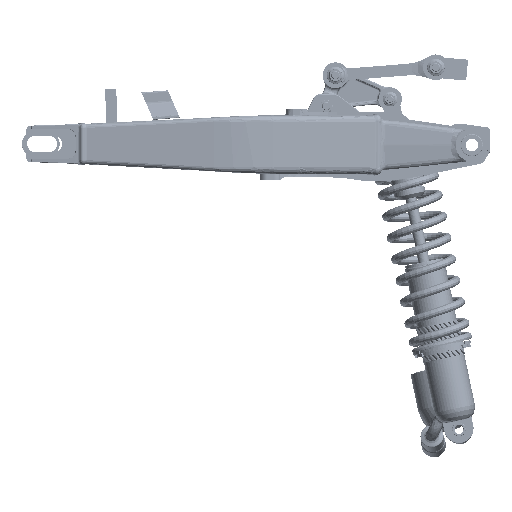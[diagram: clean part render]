
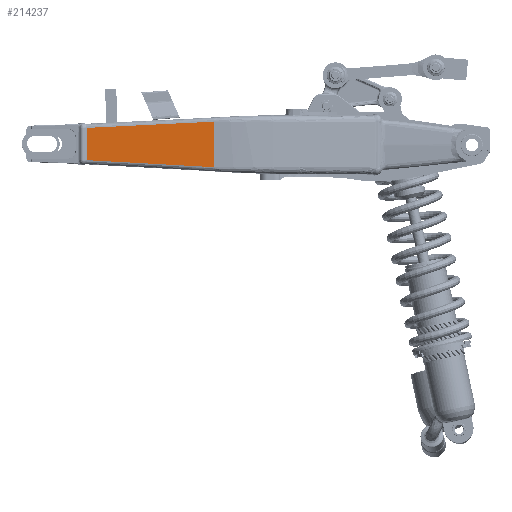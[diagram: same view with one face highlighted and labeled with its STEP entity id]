
A CAD part, front view. The second image highlights one B-rep face of the part: STEP entity #214237.
In plain terms, the highlighted free-form (B-spline) face has degree [1, 1] with [2, 2] control points.
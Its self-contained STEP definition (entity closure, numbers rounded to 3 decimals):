
#213709 = VERTEX_POINT('',#213710);
#213710 = CARTESIAN_POINT('',(-464.777,-64.511,
    -94.907));
#213737 = EDGE_CURVE('',#213738,#213709,#213740,.T.);
#213738 = VERTEX_POINT('',#213739);
#213739 = CARTESIAN_POINT('',(-464.611,-64.511,
    -37.139));
#213740 = B_SPLINE_CURVE_WITH_KNOTS('',1,(#213741,#213742),
  .UNSPECIFIED.,.F.,.F.,(2,2),(-243.885,-198.115),
  .PIECEWISE_BEZIER_KNOTS.);
#213741 = CARTESIAN_POINT('',(-464.611,-64.511,
    -37.139));
#213742 = CARTESIAN_POINT('',(-464.777,-64.511,
    -94.907));
#214237 = ADVANCED_FACE('',(#214238),#214346,.F.);
#214238 = FACE_BOUND('',#214239,.T.);
#214239 = EDGE_LOOP('',(#214240,#214249,#214250,#214259,#214300,#214307)
  );
#214240 = ORIENTED_EDGE('',*,*,#214241,.T.);
#214241 = EDGE_CURVE('',#214242,#213738,#214244,.T.);
#214242 = VERTEX_POINT('',#214243);
#214243 = CARTESIAN_POINT('',(-248.963,-73.925,
    -26.497));
#214244 = B_SPLINE_CURVE_WITH_KNOTS('',3,(#214245,#214246,#214247,
    #214248),.UNSPECIFIED.,.F.,.F.,(4,4),(0.,0.975),
  .PIECEWISE_BEZIER_KNOTS.);
#214245 = CARTESIAN_POINT('',(-248.963,-73.925,
    -26.497));
#214246 = CARTESIAN_POINT('',(-320.788,-70.789,
    -31.225));
#214247 = CARTESIAN_POINT('',(-392.67,-67.651,
    -34.772));
#214248 = CARTESIAN_POINT('',(-464.611,-64.511,
    -37.139));
#214249 = ORIENTED_EDGE('',*,*,#213737,.T.);
#214250 = ORIENTED_EDGE('',*,*,#214251,.T.);
#214251 = EDGE_CURVE('',#213709,#214252,#214254,.T.);
#214252 = VERTEX_POINT('',#214253);
#214253 = CARTESIAN_POINT('',(-249.194,-73.925,
    -106.789));
#214254 = B_SPLINE_CURVE_WITH_KNOTS('',3,(#214255,#214256,#214257,
    #214258),.UNSPECIFIED.,.F.,.F.,(4,4),(0.025,1.),
  .PIECEWISE_BEZIER_KNOTS.);
#214255 = CARTESIAN_POINT('',(-464.777,-64.511,
    -94.907));
#214256 = CARTESIAN_POINT('',(-392.851,-67.651,
    -97.687));
#214257 = CARTESIAN_POINT('',(-320.99,-70.789,
    -101.648));
#214258 = CARTESIAN_POINT('',(-249.194,-73.925,
    -106.789));
#214259 = ORIENTED_EDGE('',*,*,#214260,.T.);
#214260 = EDGE_CURVE('',#214252,#214261,#214263,.T.);
#214261 = VERTEX_POINT('',#214262);
#214262 = CARTESIAN_POINT('',(-228.405,-74.832,
    -107.358));
#214263 = B_SPLINE_CURVE_WITH_KNOTS('',3,(#214264,#214265,#214266,
    #214267,#214268,#214269,#214270,#214271,#214272,#214273,#214274,
    #214275,#214276,#214277,#214278,#214279,#214280,#214281,#214282,
    #214283,#214284,#214285,#214286,#214287,#214288,#214289,#214290,
    #214291,#214292,#214293,#214294,#214295,#214296,#214297,#214298,
    #214299),.UNSPECIFIED.,.F.,.F.,(4,1,1,1,1,1,1,1,2,2,1,1,1,1,1,2,2,1,
    1,1,1,1,1,1,1,2,2,4),(0.,0.125,0.188,0.219,0.234,0.242,
    0.246,0.248,0.249,0.25,0.375,0.438,0.469,
    0.484,0.492,0.496,0.5,0.625,0.687,
    0.719,0.734,0.742,0.746,
    0.748,0.749,0.75,0.75,1.),
  .UNSPECIFIED.);
#214264 = CARTESIAN_POINT('',(-249.194,-73.925,
    -106.789));
#214265 = CARTESIAN_POINT('',(-248.421,-73.958,
    -106.844));
#214266 = CARTESIAN_POINT('',(-247.193,-74.012,
    -106.915));
#214267 = CARTESIAN_POINT('',(-245.638,-74.08,
    -106.977));
#214268 = CARTESIAN_POINT('',(-244.83,-74.115,
    -107.003));
#214269 = CARTESIAN_POINT('',(-244.418,-74.133,
    -107.014));
#214270 = CARTESIAN_POINT('',(-244.211,-74.142,
    -107.02));
#214271 = CARTESIAN_POINT('',(-244.106,-74.147,
    -107.023));
#214272 = CARTESIAN_POINT('',(-244.054,-74.149,
    -107.024));
#214273 = CARTESIAN_POINT('',(-244.032,-74.15,
    -107.024));
#214274 = CARTESIAN_POINT('',(-244.017,-74.151,
    -107.025));
#214275 = CARTESIAN_POINT('',(-244.007,-74.151,
    -107.025));
#214276 = CARTESIAN_POINT('',(-243.389,-74.178,
    -107.04));
#214277 = CARTESIAN_POINT('',(-242.279,-74.227,
    -107.06));
#214278 = CARTESIAN_POINT('',(-240.651,-74.298,
    -107.079));
#214279 = CARTESIAN_POINT('',(-239.753,-74.337,
    -107.088));
#214280 = CARTESIAN_POINT('',(-239.283,-74.357,
    -107.091));
#214281 = CARTESIAN_POINT('',(-239.043,-74.368,
    -107.093));
#214282 = CARTESIAN_POINT('',(-238.939,-74.372,
    -107.094));
#214283 = CARTESIAN_POINT('',(-238.869,-74.375,
    -107.095));
#214284 = CARTESIAN_POINT('',(-238.837,-74.377,
    -107.095));
#214285 = CARTESIAN_POINT('',(-237.597,-74.431,
    -107.104));
#214286 = CARTESIAN_POINT('',(-236.044,-74.499,
    -107.118));
#214287 = CARTESIAN_POINT('',(-234.674,-74.559,
    -107.136));
#214288 = CARTESIAN_POINT('',(-234.099,-74.584,
    -107.145));
#214289 = CARTESIAN_POINT('',(-233.839,-74.595,
    -107.15));
#214290 = CARTESIAN_POINT('',(-233.716,-74.6,
    -107.152));
#214291 = CARTESIAN_POINT('',(-233.656,-74.603,
    -107.153));
#214292 = CARTESIAN_POINT('',(-233.626,-74.604,
    -107.154));
#214293 = CARTESIAN_POINT('',(-233.612,-74.605,
    -107.154));
#214294 = CARTESIAN_POINT('',(-233.605,-74.605,
    -107.154));
#214295 = CARTESIAN_POINT('',(-233.601,-74.605,
    -107.154));
#214296 = CARTESIAN_POINT('',(-233.601,-74.605,
    -107.154));
#214297 = CARTESIAN_POINT('',(-231.663,-74.69,
    -107.194));
#214298 = CARTESIAN_POINT('',(-229.933,-74.766,
    -107.262));
#214299 = CARTESIAN_POINT('',(-228.405,-74.832,
    -107.358));
#214300 = ORIENTED_EDGE('',*,*,#214301,.T.);
#214301 = EDGE_CURVE('',#214261,#214302,#214304,.T.);
#214302 = VERTEX_POINT('',#214303);
#214303 = CARTESIAN_POINT('',(-228.172,-74.832,
    -26.047));
#214304 = B_SPLINE_CURVE_WITH_KNOTS('',1,(#214305,#214306),
  .UNSPECIFIED.,.F.,.F.,(2,2),(188.787,253.213),
  .PIECEWISE_BEZIER_KNOTS.);
#214305 = CARTESIAN_POINT('',(-228.405,-74.832,
    -107.358));
#214306 = CARTESIAN_POINT('',(-228.172,-74.832,
    -26.047));
#214307 = ORIENTED_EDGE('',*,*,#214308,.T.);
#214308 = EDGE_CURVE('',#214302,#214242,#214309,.T.);
#214309 = B_SPLINE_CURVE_WITH_KNOTS('',3,(#214310,#214311,#214312,
    #214313,#214314,#214315,#214316,#214317,#214318,#214319,#214320,
    #214321,#214322,#214323,#214324,#214325,#214326,#214327,#214328,
    #214329,#214330,#214331,#214332,#214333,#214334,#214335,#214336,
    #214337,#214338,#214339,#214340,#214341,#214342,#214343,#214344,
    #214345),.UNSPECIFIED.,.F.,.F.,(4,1,1,1,1,1,1,1,1,2,2,1,1,1,1,1,2,2,
    1,1,1,1,1,1,1,2,2,4),(0.,0.125,0.188,0.219,
    0.234,0.242,0.246,0.248,
    0.249,0.25,0.25,0.375,0.438,
    0.469,0.484,0.492,0.496,0.5,0.625,0.688,0.719,
    0.734,0.742,0.746,0.748,0.749,0.75,1.),
  .UNSPECIFIED.);
#214310 = CARTESIAN_POINT('',(-228.172,-74.832,
    -26.047));
#214311 = CARTESIAN_POINT('',(-228.935,-74.799,
    -26.091));
#214312 = CARTESIAN_POINT('',(-230.157,-74.746,
    -26.145));
#214313 = CARTESIAN_POINT('',(-231.716,-74.678,
    -26.19));
#214314 = CARTESIAN_POINT('',(-232.529,-74.642,
    -26.207));
#214315 = CARTESIAN_POINT('',(-232.944,-74.624,
    -26.214));
#214316 = CARTESIAN_POINT('',(-233.154,-74.615,
    -26.218));
#214317 = CARTESIAN_POINT('',(-233.259,-74.61,
    -26.219));
#214318 = CARTESIAN_POINT('',(-233.312,-74.608,
    -26.22));
#214319 = CARTESIAN_POINT('',(-233.338,-74.607,
    -26.22));
#214320 = CARTESIAN_POINT('',(-233.349,-74.606,
    -26.221));
#214321 = CARTESIAN_POINT('',(-233.357,-74.606,
    -26.221));
#214322 = CARTESIAN_POINT('',(-233.362,-74.606,
    -26.221));
#214323 = CARTESIAN_POINT('',(-233.895,-74.582,
    -26.229));
#214324 = CARTESIAN_POINT('',(-234.944,-74.537,
    -26.238));
#214325 = CARTESIAN_POINT('',(-236.609,-74.464,
    -26.245));
#214326 = CARTESIAN_POINT('',(-237.551,-74.423,
    -26.248));
#214327 = CARTESIAN_POINT('',(-238.05,-74.401,
    -26.249));
#214328 = CARTESIAN_POINT('',(-238.306,-74.39,
    -26.25));
#214329 = CARTESIAN_POINT('',(-238.417,-74.385,
    -26.25));
#214330 = CARTESIAN_POINT('',(-238.492,-74.382,
    -26.25));
#214331 = CARTESIAN_POINT('',(-238.532,-74.38,
    -26.25));
#214332 = CARTESIAN_POINT('',(-239.688,-74.33,
    -26.252));
#214333 = CARTESIAN_POINT('',(-241.179,-74.264,
    -26.258));
#214334 = CARTESIAN_POINT('',(-242.586,-74.203,
    -26.272));
#214335 = CARTESIAN_POINT('',(-243.205,-74.176,
    -26.281));
#214336 = CARTESIAN_POINT('',(-243.494,-74.163,
    -26.285));
#214337 = CARTESIAN_POINT('',(-243.634,-74.157,
    -26.288));
#214338 = CARTESIAN_POINT('',(-243.702,-74.154,
    -26.289));
#214339 = CARTESIAN_POINT('',(-243.736,-74.153,
    -26.29));
#214340 = CARTESIAN_POINT('',(-243.75,-74.152,
    -26.29));
#214341 = CARTESIAN_POINT('',(-243.76,-74.152,
    -26.29));
#214342 = CARTESIAN_POINT('',(-243.762,-74.152,
    -26.29));
#214343 = CARTESIAN_POINT('',(-245.686,-74.068,
    -26.326));
#214344 = CARTESIAN_POINT('',(-247.417,-73.992,
    -26.395));
#214345 = CARTESIAN_POINT('',(-248.963,-73.925,
    -26.497));
#214346 = B_SPLINE_SURFACE_WITH_KNOTS('',1,1,(
    (#214347,#214348)
    ,(#214349,#214350
    )),.UNSPECIFIED.,.F.,.F.,.F.,(2,2),(2,2),(-187.489,0.),(
    -253.213,-188.787),.PIECEWISE_BEZIER_KNOTS.);
#214347 = CARTESIAN_POINT('',(-464.577,-64.511,
    -25.367));
#214348 = CARTESIAN_POINT('',(-464.811,-64.511,
    -106.679));
#214349 = CARTESIAN_POINT('',(-228.172,-74.832,
    -26.047));
#214350 = CARTESIAN_POINT('',(-228.405,-74.832,
    -107.358));
